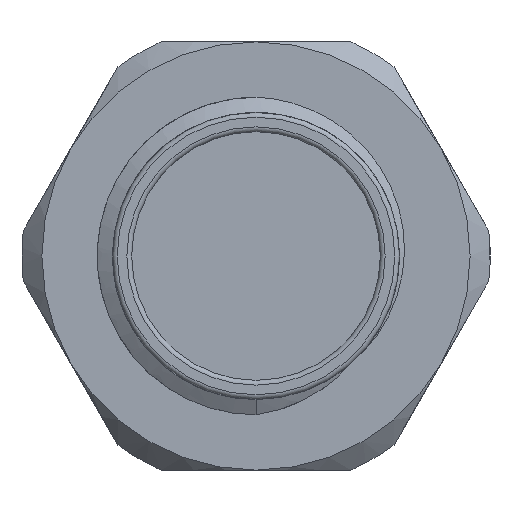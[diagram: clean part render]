
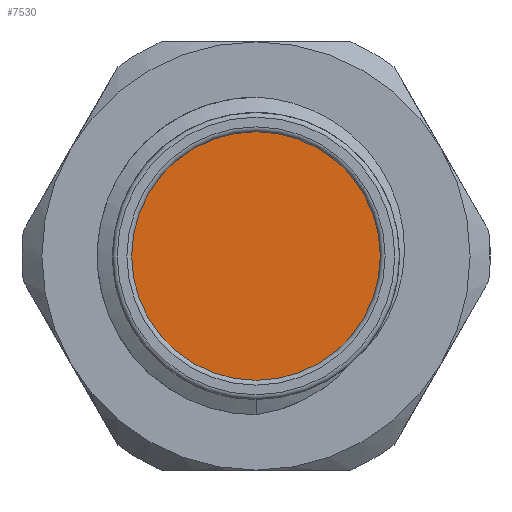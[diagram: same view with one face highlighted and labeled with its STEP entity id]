
A CAD part, front view. The second image highlights one B-rep face of the part: STEP entity #7530.
In plain terms, the highlighted planar face has unit normal (0, -1, 0).
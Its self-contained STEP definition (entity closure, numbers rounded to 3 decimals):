
#101=PLANE('',#7933);
#228=FACE_OUTER_BOUND('',#593,.T.);
#593=EDGE_LOOP('',(#4666));
#1402=CIRCLE('',#7934,7.75);
#2660=VERTEX_POINT('',#10515);
#3488=EDGE_CURVE('',#2660,#2660,#1402,.T.);
#4666=ORIENTED_EDGE('',*,*,#3488,.F.);
#7530=ADVANCED_FACE('',(#228),#101,.T.);
#7933=AXIS2_PLACEMENT_3D('',#10514,#8513,#8514);
#7934=AXIS2_PLACEMENT_3D('',#10516,#8515,#8516);
#8513=DIRECTION('center_axis',(0.,-1.,0.));
#8514=DIRECTION('ref_axis',(0.,0.,-1.));
#8515=DIRECTION('center_axis',(0.,1.,0.));
#8516=DIRECTION('ref_axis',(0.,0.,1.));
#10514=CARTESIAN_POINT('Origin',(-52.27,11.165,0.));
#10515=CARTESIAN_POINT('',(-52.27,11.165,-7.75));
#10516=CARTESIAN_POINT('Origin',(-52.27,11.165,0.));
